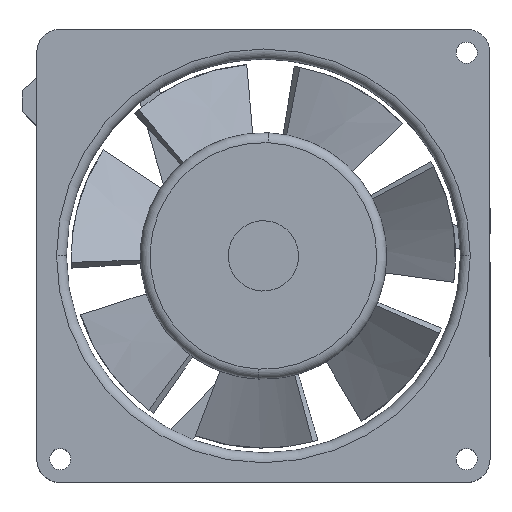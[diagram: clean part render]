
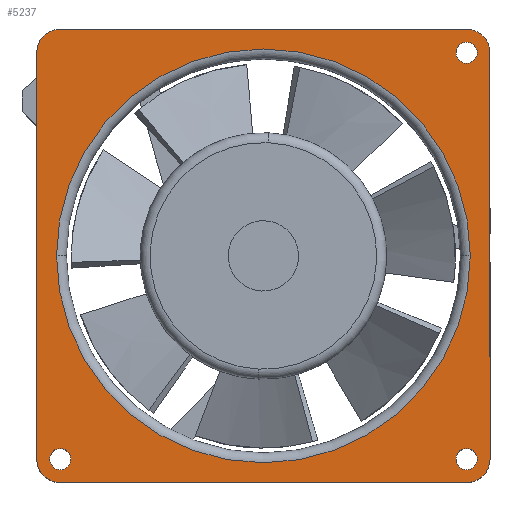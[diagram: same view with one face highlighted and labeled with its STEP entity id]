
A CAD part, top view. The second image highlights one B-rep face of the part: STEP entity #5237.
In plain terms, the highlighted planar face has unit normal (0, 0, 1).
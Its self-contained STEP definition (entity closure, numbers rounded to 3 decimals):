
#30 = ORIENTED_EDGE ( 'NONE', *, *, #3692, .F. ) ;
#46 = CIRCLE ( 'NONE', #3646, 2.15 ) ;
#81 = CIRCLE ( 'NONE', #3594, 2.15 ) ;
#123 = CIRCLE ( 'NONE', #3749, 42. ) ;
#176 = CIRCLE ( 'NONE', #3481, 2.15 ) ;
#196 = CIRCLE ( 'NONE', #3401, 4.75 ) ;
#200 = LINE ( 'NONE', #1002, #2543 ) ;
#230 = CIRCLE ( 'NONE', #3413, 2.15 ) ;
#269 = VECTOR ( 'NONE', #2481, 1000. ) ;
#333 = CARTESIAN_POINT ( 'NONE',  ( 43.4, -41.25, 25.4 ) ) ;
#352 = DIRECTION ( 'NONE',  ( 0., -1., 0. ) ) ;
#363 = CARTESIAN_POINT ( 'NONE',  ( 39.1, 41.25, 25.4 ) ) ;
#436 = CARTESIAN_POINT ( 'NONE',  ( 42., 0., 25.4 ) ) ;
#445 = CARTESIAN_POINT ( 'NONE',  ( 0., 0., 25.4 ) ) ;
#499 = CARTESIAN_POINT ( 'NONE',  ( -41.25, 41.25, 25.4 ) ) ;
#503 = CARTESIAN_POINT ( 'NONE',  ( 39.1, -41.25, 25.4 ) ) ;
#525 = CARTESIAN_POINT ( 'NONE',  ( 43.4, 41.25, 25.4 ) ) ;
#553 = DIRECTION ( 'NONE',  ( 0., 0., 1. ) ) ;
#587 = CARTESIAN_POINT ( 'NONE',  ( -43.4, -41.25, 25.4 ) ) ;
#634 = CARTESIAN_POINT ( 'NONE',  ( 41.25, -41.25, 25.4 ) ) ;
#677 = DIRECTION ( 'NONE',  ( 0., 0., -1. ) ) ;
#705 = DIRECTION ( 'NONE',  ( 0., 1., 0. ) ) ;
#721 = CARTESIAN_POINT ( 'NONE',  ( 41.25, -46., 25.4 ) ) ;
#738 = DIRECTION ( 'NONE',  ( 1., 0., 0. ) ) ;
#765 = DIRECTION ( 'NONE',  ( 1., 0., 0. ) ) ;
#770 = CARTESIAN_POINT ( 'NONE',  ( -41.25, 46., 25.4 ) ) ;
#801 = CARTESIAN_POINT ( 'NONE',  ( -46., 41.25, 25.4 ) ) ;
#826 = CARTESIAN_POINT ( 'NONE',  ( 41.25, 41.25, 25.4 ) ) ;
#895 = CARTESIAN_POINT ( 'NONE',  ( 41.25, 41.25, 25.4 ) ) ;
#957 = DIRECTION ( 'NONE',  ( 1., 0., 0. ) ) ;
#983 = DIRECTION ( 'NONE',  ( 1., 0., 0. ) ) ;
#1002 = CARTESIAN_POINT ( 'NONE',  ( 46., -41.25, 25.4 ) ) ;
#1013 = CARTESIAN_POINT ( 'NONE',  ( -39.1, -41.25, 25.4 ) ) ;
#1053 = CARTESIAN_POINT ( 'NONE',  ( 46., 41.25, 25.4 ) ) ;
#1124 = CARTESIAN_POINT ( 'NONE',  ( -46., -41.25, 25.4 ) ) ;
#1136 = CARTESIAN_POINT ( 'NONE',  ( 46., -41.25, 25.4 ) ) ;
#1142 = DIRECTION ( 'NONE',  ( 0., 0., 1. ) ) ;
#1147 = CARTESIAN_POINT ( 'NONE',  ( -41.25, -41.25, 25.4 ) ) ;
#1158 = CARTESIAN_POINT ( 'NONE',  ( -41.25, -46., 25.4 ) ) ;
#1179 = DIRECTION ( 'NONE',  ( -1., 0., 0. ) ) ;
#1219 = DIRECTION ( 'NONE',  ( 0., 0., 1. ) ) ;
#1235 = CARTESIAN_POINT ( 'NONE',  ( -42., 0., 25.4 ) ) ;
#1238 = CARTESIAN_POINT ( 'NONE',  ( 41.25, 46., 25.4 ) ) ;
#1265 = DIRECTION ( 'NONE',  ( 0., 0., 1. ) ) ;
#1269 = DIRECTION ( 'NONE',  ( 0., 0., 1. ) ) ;
#1470 = EDGE_LOOP ( 'NONE', ( #2692, #5366 ) ) ;
#1473 = ORIENTED_EDGE ( 'NONE', *, *, #3452, .T. ) ;
#1476 = EDGE_LOOP ( 'NONE', ( #2615, #2683, #2693, #2608, #2636, #1795, #1473, #1749 ) ) ;
#1521 = EDGE_LOOP ( 'NONE', ( #2656, #2669 ) ) ;
#1522 = EDGE_LOOP ( 'NONE', ( #30, #5263 ) ) ;
#1676 = EDGE_LOOP ( 'NONE', ( #1909, #2591 ) ) ;
#1749 = ORIENTED_EDGE ( 'NONE', *, *, #3454, .T. ) ;
#1795 = ORIENTED_EDGE ( 'NONE', *, *, #3676, .T. ) ;
#1909 = ORIENTED_EDGE ( 'NONE', *, *, #3690, .F. ) ;
#1959 = FACE_BOUND ( 'NONE', #1521, .T. ) ;
#1963 = FACE_BOUND ( 'NONE', #1676, .T. ) ;
#1982 = FACE_BOUND ( 'NONE', #1470, .T. ) ;
#2011 = FACE_BOUND ( 'NONE', #1522, .T. ) ;
#2022 = FACE_OUTER_BOUND ( 'NONE', #1476, .T. ) ;
#2148 = DIRECTION ( 'NONE',  ( 1., 0., 0. ) ) ;
#2318 = CARTESIAN_POINT ( 'NONE',  ( 41.25, -41.25, 25.4 ) ) ;
#2340 = DIRECTION ( 'NONE',  ( 0., 0., 1. ) ) ;
#2348 = CARTESIAN_POINT ( 'NONE',  ( -41.25, -41.25, 25.4 ) ) ;
#2361 = CARTESIAN_POINT ( 'NONE',  ( -46., 41.25, 25.4 ) ) ;
#2370 = DIRECTION ( 'NONE',  ( 1., 0., 0. ) ) ;
#2481 = DIRECTION ( 'NONE',  ( 0., -1., 0. ) ) ;
#2485 = DIRECTION ( 'NONE',  ( 0., 0., 1. ) ) ;
#2543 = VECTOR ( 'NONE', #705, 1000. ) ;
#2591 = ORIENTED_EDGE ( 'NONE', *, *, #3751, .F. ) ;
#2608 = ORIENTED_EDGE ( 'NONE', *, *, #3362, .T. ) ;
#2615 = ORIENTED_EDGE ( 'NONE', *, *, #3190, .T. ) ;
#2636 = ORIENTED_EDGE ( 'NONE', *, *, #3249, .T. ) ;
#2656 = ORIENTED_EDGE ( 'NONE', *, *, #3602, .T. ) ;
#2669 = ORIENTED_EDGE ( 'NONE', *, *, #3288, .T. ) ;
#2683 = ORIENTED_EDGE ( 'NONE', *, *, #3487, .T. ) ;
#2692 = ORIENTED_EDGE ( 'NONE', *, *, #3757, .F. ) ;
#2693 = ORIENTED_EDGE ( 'NONE', *, *, #3797, .T. ) ;
#2735 = CIRCLE ( 'NONE', #3205, 4.75 ) ;
#2759 = CIRCLE ( 'NONE', #3469, 4.75 ) ;
#3014 = LINE ( 'NONE', #4390, #3154 ) ;
#3024 = CIRCLE ( 'NONE', #3450, 2.15 ) ;
#3051 = CIRCLE ( 'NONE', #3765, 4.75 ) ;
#3088 = CIRCLE ( 'NONE', #3386, 42. ) ;
#3103 = VECTOR ( 'NONE', #4513, 1000. ) ;
#3110 = LINE ( 'NONE', #4136, #3103 ) ;
#3118 = LINE ( 'NONE', #2361, #269 ) ;
#3154 = VECTOR ( 'NONE', #4196, 1000. ) ;
#3164 = CIRCLE ( 'NONE', #3290, 2.15 ) ;
#3190 = EDGE_CURVE ( 'NONE', #3833, #4201, #3014, .T. ) ;
#3205 = AXIS2_PLACEMENT_3D ( 'NONE', #2348, #2485, #2370 ) ;
#3243 = EDGE_CURVE ( 'NONE', #3994, #3970, #3024, .T. ) ;
#3249 = EDGE_CURVE ( 'NONE', #4343, #4122, #3110, .T. ) ;
#3288 = EDGE_CURVE ( 'NONE', #4423, #4245, #3088, .T. ) ;
#3290 = AXIS2_PLACEMENT_3D ( 'NONE', #3900, #4067, #3917 ) ;
#3322 = EDGE_CURVE ( 'NONE', #4217, #3947, #3164, .T. ) ;
#3362 = EDGE_CURVE ( 'NONE', #4001, #4343, #3051, .T. ) ;
#3386 = AXIS2_PLACEMENT_3D ( 'NONE', #3904, #4084, #4090 ) ;
#3401 = AXIS2_PLACEMENT_3D ( 'NONE', #499, #1219, #765 ) ;
#3413 = AXIS2_PLACEMENT_3D ( 'NONE', #895, #553, #957 ) ;
#3450 = AXIS2_PLACEMENT_3D ( 'NONE', #4030, #4250, #4552 ) ;
#3452 = EDGE_CURVE ( 'NONE', #4287, #3997, #3118, .T. ) ;
#3454 = EDGE_CURVE ( 'NONE', #3997, #3833, #2735, .T. ) ;
#3469 = AXIS2_PLACEMENT_3D ( 'NONE', #2318, #2340, #2148 ) ;
#3481 = AXIS2_PLACEMENT_3D ( 'NONE', #634, #1265, #352 ) ;
#3487 = EDGE_CURVE ( 'NONE', #4201, #4344, #2759, .T. ) ;
#3594 = AXIS2_PLACEMENT_3D ( 'NONE', #826, #1269, #983 ) ;
#3602 = EDGE_CURVE ( 'NONE', #4245, #4423, #123, .T. ) ;
#3646 = AXIS2_PLACEMENT_3D ( 'NONE', #1147, #1142, #1179 ) ;
#3676 = EDGE_CURVE ( 'NONE', #4122, #4287, #196, .T. ) ;
#3688 = AXIS2_PLACEMENT_3D ( 'NONE', #4837, #4935, #4686 ) ;
#3690 = EDGE_CURVE ( 'NONE', #4400, #3909, #230, .T. ) ;
#3692 = EDGE_CURVE ( 'NONE', #3970, #3994, #46, .T. ) ;
#3749 = AXIS2_PLACEMENT_3D ( 'NONE', #445, #677, #738 ) ;
#3751 = EDGE_CURVE ( 'NONE', #3909, #4400, #81, .T. ) ;
#3757 = EDGE_CURVE ( 'NONE', #3947, #4217, #176, .T. ) ;
#3765 = AXIS2_PLACEMENT_3D ( 'NONE', #4144, #4098, #4358 ) ;
#3797 = EDGE_CURVE ( 'NONE', #4344, #4001, #200, .T. ) ;
#3833 = VERTEX_POINT ( 'NONE', #1158 ) ;
#3900 = CARTESIAN_POINT ( 'NONE',  ( 41.25, -41.25, 25.4 ) ) ;
#3904 = CARTESIAN_POINT ( 'NONE',  ( 0., 0., 25.4 ) ) ;
#3909 = VERTEX_POINT ( 'NONE', #525 ) ;
#3917 = DIRECTION ( 'NONE',  ( 0., -1., 0. ) ) ;
#3947 = VERTEX_POINT ( 'NONE', #503 ) ;
#3970 = VERTEX_POINT ( 'NONE', #587 ) ;
#3994 = VERTEX_POINT ( 'NONE', #1013 ) ;
#3997 = VERTEX_POINT ( 'NONE', #1124 ) ;
#4001 = VERTEX_POINT ( 'NONE', #1053 ) ;
#4030 = CARTESIAN_POINT ( 'NONE',  ( -41.25, -41.25, 25.4 ) ) ;
#4067 = DIRECTION ( 'NONE',  ( 0., 0., 1. ) ) ;
#4084 = DIRECTION ( 'NONE',  ( 0., 0., -1. ) ) ;
#4090 = DIRECTION ( 'NONE',  ( 1., 0., 0. ) ) ;
#4098 = DIRECTION ( 'NONE',  ( 0., 0., 1. ) ) ;
#4122 = VERTEX_POINT ( 'NONE', #770 ) ;
#4136 = CARTESIAN_POINT ( 'NONE',  ( 41.25, 46., 25.4 ) ) ;
#4144 = CARTESIAN_POINT ( 'NONE',  ( 41.25, 41.25, 25.4 ) ) ;
#4196 = DIRECTION ( 'NONE',  ( 1., 0., 0. ) ) ;
#4201 = VERTEX_POINT ( 'NONE', #721 ) ;
#4217 = VERTEX_POINT ( 'NONE', #333 ) ;
#4245 = VERTEX_POINT ( 'NONE', #436 ) ;
#4250 = DIRECTION ( 'NONE',  ( 0., 0., 1. ) ) ;
#4287 = VERTEX_POINT ( 'NONE', #801 ) ;
#4343 = VERTEX_POINT ( 'NONE', #1238 ) ;
#4344 = VERTEX_POINT ( 'NONE', #1136 ) ;
#4358 = DIRECTION ( 'NONE',  ( 1., 0., 0. ) ) ;
#4390 = CARTESIAN_POINT ( 'NONE',  ( -41.25, -46., 25.4 ) ) ;
#4400 = VERTEX_POINT ( 'NONE', #363 ) ;
#4423 = VERTEX_POINT ( 'NONE', #1235 ) ;
#4513 = DIRECTION ( 'NONE',  ( -1., 0., 0. ) ) ;
#4552 = DIRECTION ( 'NONE',  ( -1., 0., 0. ) ) ;
#4686 = DIRECTION ( 'NONE',  ( 1., 0., 0. ) ) ;
#4793 = PLANE ( 'NONE',  #3688 ) ;
#4837 = CARTESIAN_POINT ( 'NONE',  ( 0., 0., 25.4 ) ) ;
#4935 = DIRECTION ( 'NONE',  ( 0., 0., 1. ) ) ;
#5237 = ADVANCED_FACE ( 'NONE', ( #1959, #1982, #1963, #2022, #2011 ), #4793, .T. ) ;
#5263 = ORIENTED_EDGE ( 'NONE', *, *, #3243, .F. ) ;
#5366 = ORIENTED_EDGE ( 'NONE', *, *, #3322, .F. ) ;
